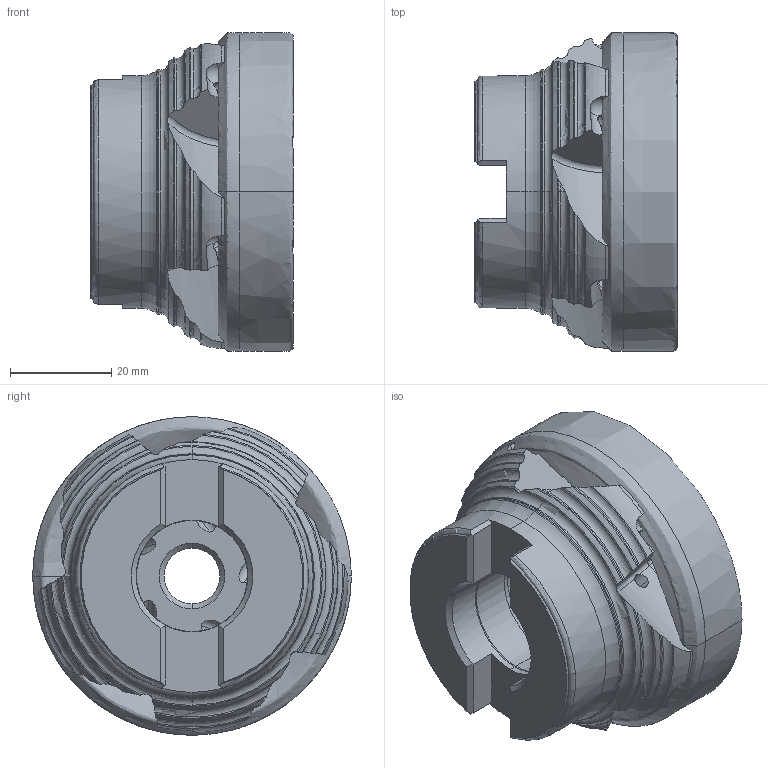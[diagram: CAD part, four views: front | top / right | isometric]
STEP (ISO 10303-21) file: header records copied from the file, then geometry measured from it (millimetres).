
FILE_DESCRIPTION (( 'STEP AP214' ), '1' );
FILE_NAME ('90PP_063_723_5.STEP', '2016-07-20T12:29:59', ( '' ), ( '' ), 'SwSTEP 2.0', 'SolidWorks 2016', '' );
FILE_SCHEMA (( 'AUTOMOTIVE_DESIGN' ));
Length unit declared in the file: millimetre
Products named in the file (1): 90PP_063_723_5
Bounding box: 40 x 62.96 x 62.96 mm (x, y, z)
Volume: 73984.4 mm3; surface area: 18560.9 mm2
Topology: 1 solids, 1 shells, 410 faces, 1238 edges, 791 vertices
Faces by surface type: cylinder 138, plane 109, torus 88, cone 41, sphere 25, bspline 9
Entity records: 17953 total; most frequent: CARTESIAN_POINT 7728, ORIENTED_EDGE 2416, DIRECTION 1844, EDGE_CURVE 1208, VERTEX_POINT 776, AXIS2_PLACEMENT_3D 771, B_SPLINE_CURVE_WITH_KNOTS 453, EDGE_LOOP 418
